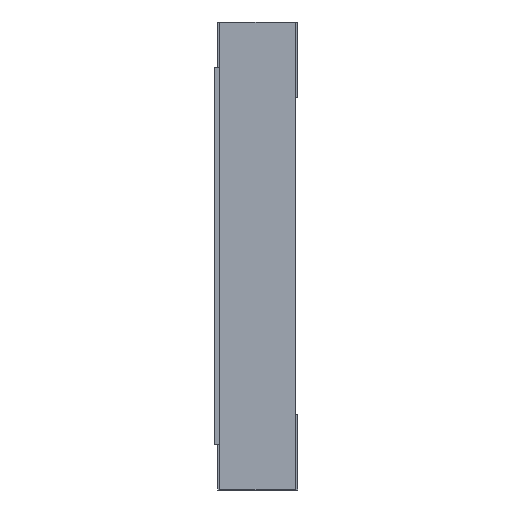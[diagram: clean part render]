
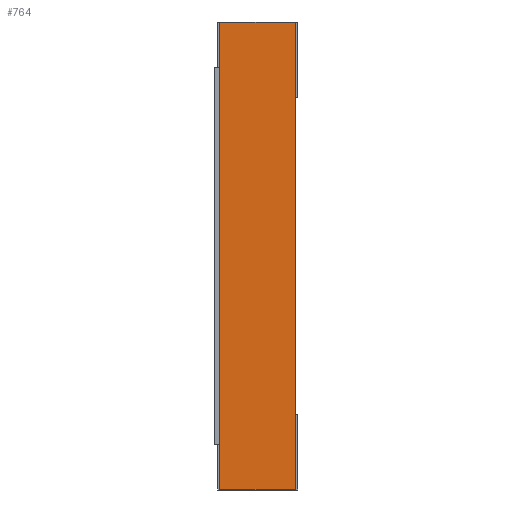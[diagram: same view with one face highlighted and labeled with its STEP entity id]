
A CAD part, left-side view. The second image highlights one B-rep face of the part: STEP entity #764.
In plain terms, the highlighted planar face has unit normal (-1, 0, 0).
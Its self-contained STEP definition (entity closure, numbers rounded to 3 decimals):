
#161 = VECTOR ( 'NONE', #1380, 1000. ) ;
#256 = CARTESIAN_POINT ( 'NONE',  ( -3.2, -0.25, -1.55 ) ) ;
#764 = ADVANCED_FACE ( 'NONE', ( #1383 ), #1436, .F. ) ;
#774 = DIRECTION ( 'NONE',  ( 0., -1., 0. ) ) ;
#776 = DIRECTION ( 'NONE',  ( 0., 0., 1. ) ) ;
#826 = EDGE_CURVE ( 'NONE', #3516, #1900, #1982, .T. ) ;
#900 = AXIS2_PLACEMENT_3D ( 'NONE', #4060, #4807, #1035 ) ;
#909 = LINE ( 'NONE', #4558, #4713 ) ;
#946 = CARTESIAN_POINT ( 'NONE',  ( -3.2, 0.25, 1.55 ) ) ;
#1014 = EDGE_LOOP ( 'NONE', ( #4540, #2165, #1372, #2056 ) ) ;
#1035 = DIRECTION ( 'NONE',  ( 0., 0., -1. ) ) ;
#1051 = CARTESIAN_POINT ( 'NONE',  ( -3.2, 0.25, -1.55 ) ) ;
#1372 = ORIENTED_EDGE ( 'NONE', *, *, #3790, .F. ) ;
#1380 = DIRECTION ( 'NONE',  ( 0., -1., 0. ) ) ;
#1383 = FACE_OUTER_BOUND ( 'NONE', #1014, .T. ) ;
#1436 = PLANE ( 'NONE',  #900 ) ;
#1561 = DIRECTION ( 'NONE',  ( 0., 0., 1. ) ) ;
#1651 = VERTEX_POINT ( 'NONE', #1051 ) ;
#1766 = LINE ( 'NONE', #2878, #161 ) ;
#1810 = EDGE_CURVE ( 'NONE', #2495, #1900, #3926, .T. ) ;
#1897 = CARTESIAN_POINT ( 'NONE',  ( -3.2, 0.25, 1.55 ) ) ;
#1900 = VERTEX_POINT ( 'NONE', #4579 ) ;
#1982 = LINE ( 'NONE', #3742, #3930 ) ;
#2056 = ORIENTED_EDGE ( 'NONE', *, *, #2614, .T. ) ;
#2165 = ORIENTED_EDGE ( 'NONE', *, *, #1810, .F. ) ;
#2495 = VERTEX_POINT ( 'NONE', #946 ) ;
#2614 = EDGE_CURVE ( 'NONE', #1651, #3516, #1766, .T. ) ;
#2878 = CARTESIAN_POINT ( 'NONE',  ( -3.2, 0.25, -1.55 ) ) ;
#3231 = VECTOR ( 'NONE', #774, 1000. ) ;
#3516 = VERTEX_POINT ( 'NONE', #256 ) ;
#3742 = CARTESIAN_POINT ( 'NONE',  ( -3.2, -0.25, 1.55 ) ) ;
#3790 = EDGE_CURVE ( 'NONE', #1651, #2495, #909, .T. ) ;
#3926 = LINE ( 'NONE', #1897, #3231 ) ;
#3930 = VECTOR ( 'NONE', #776, 1000. ) ;
#4060 = CARTESIAN_POINT ( 'NONE',  ( -3.2, 0.25, 1.55 ) ) ;
#4540 = ORIENTED_EDGE ( 'NONE', *, *, #826, .T. ) ;
#4558 = CARTESIAN_POINT ( 'NONE',  ( -3.2, 0.25, 1.55 ) ) ;
#4579 = CARTESIAN_POINT ( 'NONE',  ( -3.2, -0.25, 1.55 ) ) ;
#4713 = VECTOR ( 'NONE', #1561, 1000. ) ;
#4807 = DIRECTION ( 'NONE',  ( 1., 0., 0. ) ) ;
